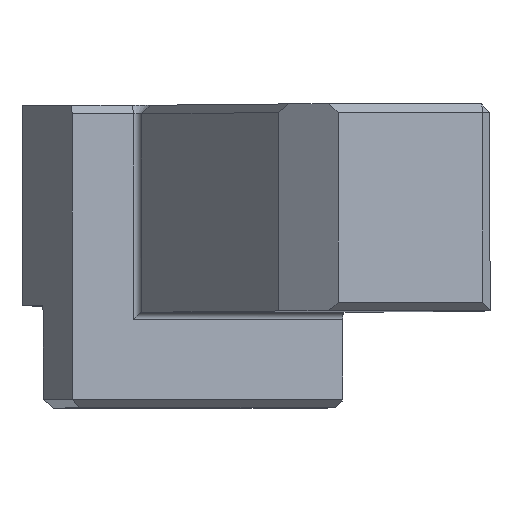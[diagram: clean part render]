
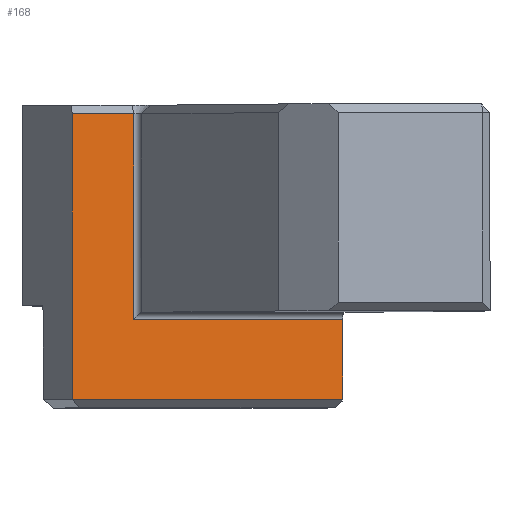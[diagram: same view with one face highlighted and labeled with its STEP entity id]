
A CAD part, top view. The second image highlights one B-rep face of the part: STEP entity #168.
In plain terms, the highlighted face is planar.
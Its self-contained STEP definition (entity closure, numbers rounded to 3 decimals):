
#130=PLANE('',#1109);
#168=ADVANCED_FACE('',(#225),#130,.T.);
#225=FACE_OUTER_BOUND('',#271,.T.);
#271=EDGE_LOOP('',(#590,#591,#592,#593,#594,#595));
#371=LINE('',#1592,#469);
#372=LINE('',#1595,#470);
#373=LINE('',#1597,#471);
#374=LINE('',#1599,#472);
#375=LINE('',#1601,#473);
#376=LINE('',#1603,#474);
#469=VECTOR('',#1270,1.);
#470=VECTOR('',#1271,1.);
#471=VECTOR('',#1272,1.);
#472=VECTOR('',#1273,1.);
#473=VECTOR('',#1274,1.);
#474=VECTOR('',#1275,1.);
#590=ORIENTED_EDGE('',*,*,#917,.F.);
#591=ORIENTED_EDGE('',*,*,#918,.F.);
#592=ORIENTED_EDGE('',*,*,#919,.F.);
#593=ORIENTED_EDGE('',*,*,#920,.T.);
#594=ORIENTED_EDGE('',*,*,#921,.F.);
#595=ORIENTED_EDGE('',*,*,#922,.T.);
#824=VERTEX_POINT('',#1593);
#825=VERTEX_POINT('',#1594);
#826=VERTEX_POINT('',#1596);
#827=VERTEX_POINT('',#1598);
#828=VERTEX_POINT('',#1600);
#829=VERTEX_POINT('',#1602);
#917=EDGE_CURVE('',#824,#825,#371,.T.);
#918=EDGE_CURVE('',#826,#824,#372,.T.);
#919=EDGE_CURVE('',#827,#826,#373,.T.);
#920=EDGE_CURVE('',#827,#828,#374,.T.);
#921=EDGE_CURVE('',#829,#828,#375,.T.);
#922=EDGE_CURVE('',#829,#825,#376,.T.);
#1109=AXIS2_PLACEMENT_3D('',#1604,#1276,#1277);
#1270=DIRECTION('',(0.,1.,0.));
#1271=DIRECTION('',(-1.,0.,0.));
#1272=DIRECTION('',(0.,1.,0.));
#1273=DIRECTION('',(1.,0.,0.));
#1274=DIRECTION('',(0.,-1.,0.));
#1275=DIRECTION('',(-1.,0.,0.));
#1276=DIRECTION('',(0.,0.,1.));
#1277=DIRECTION('',(1.,0.,0.));
#1592=CARTESIAN_POINT('',(0.1,11.975,-49.));
#1593=CARTESIAN_POINT('',(0.1,12.375,-49.));
#1594=CARTESIAN_POINT('',(0.1,17.,-49.));
#1595=CARTESIAN_POINT('',(158.4,12.375,-49.));
#1596=CARTESIAN_POINT('',(12.375,12.375,-49.));
#1597=CARTESIAN_POINT('',(12.375,173.25,-49.));
#1598=CARTESIAN_POINT('',(12.375,0.5,-49.));
#1599=CARTESIAN_POINT('',(15.975,0.5,-49.));
#1600=CARTESIAN_POINT('',(15.975,0.5,-49.));
#1601=CARTESIAN_POINT('',(15.975,173.25,-49.));
#1602=CARTESIAN_POINT('',(15.975,17.,-49.));
#1603=CARTESIAN_POINT('',(158.4,17.,-49.));
#1604=CARTESIAN_POINT('',(158.4,11.975,-49.));
